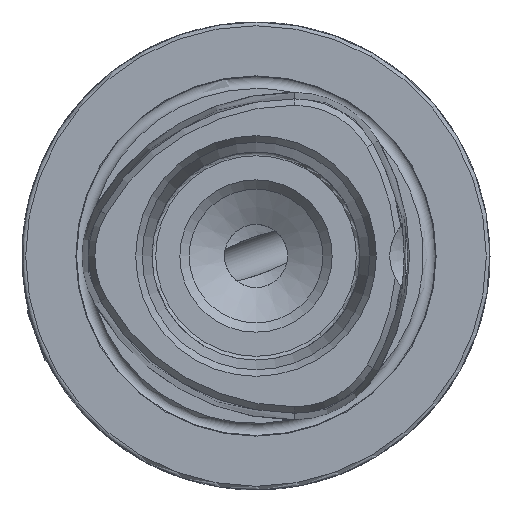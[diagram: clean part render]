
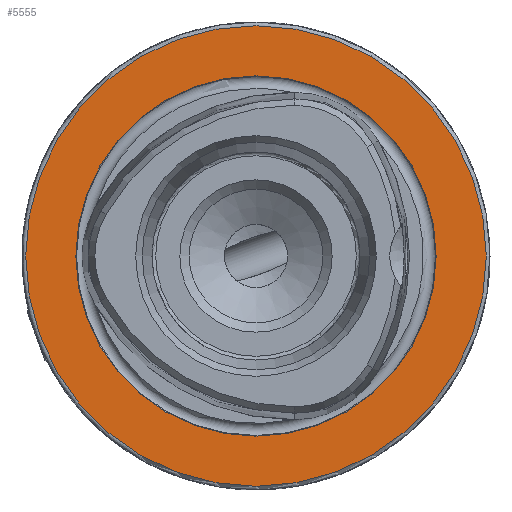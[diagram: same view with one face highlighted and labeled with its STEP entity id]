
A CAD part, left-side view. The second image highlights one B-rep face of the part: STEP entity #5555.
In plain terms, the highlighted planar face has unit normal (-1, 0, 0).
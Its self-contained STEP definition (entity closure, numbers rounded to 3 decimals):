
#849 = CIRCLE ( 'NONE', #4226, 24.25 ) ;
#1231 = DIRECTION ( 'NONE',  ( 0., 0., 1. ) ) ;
#1346 = CARTESIAN_POINT ( 'NONE',  ( 0., 0., 0. ) ) ;
#2430 = EDGE_LOOP ( 'NONE', ( #9736 ) ) ;
#2642 = VERTEX_POINT ( 'NONE', #10147 ) ;
#2875 = PLANE ( 'NONE',  #7745 ) ;
#2932 = CARTESIAN_POINT ( 'NONE',  ( 0., 0., 0. ) ) ;
#3536 = CARTESIAN_POINT ( 'NONE',  ( 0., 0., 24.25 ) ) ;
#3821 = EDGE_LOOP ( 'NONE', ( #10457 ) ) ;
#4226 = AXIS2_PLACEMENT_3D ( 'NONE', #1346, #7125, #1231 ) ;
#5332 = VERTEX_POINT ( 'NONE', #3536 ) ;
#5555 = ADVANCED_FACE ( 'NONE', ( #6031, #10340 ), #2875, .F. ) ;
#6031 = FACE_BOUND ( 'NONE', #2430, .T. ) ;
#6098 = DIRECTION ( 'NONE',  ( 0., 0., -1. ) ) ;
#6654 = CIRCLE ( 'NONE', #8159, 31. ) ;
#7125 = DIRECTION ( 'NONE',  ( -1., 0., 0. ) ) ;
#7216 = DIRECTION ( 'NONE',  ( 0., 0., 1. ) ) ;
#7693 = DIRECTION ( 'NONE',  ( 1., 0., 0. ) ) ;
#7745 = AXIS2_PLACEMENT_3D ( 'NONE', #9417, #7693, #6098 ) ;
#7909 = DIRECTION ( 'NONE',  ( -1., 0., 0. ) ) ;
#8159 = AXIS2_PLACEMENT_3D ( 'NONE', #2932, #7909, #7216 ) ;
#9003 = EDGE_CURVE ( 'NONE', #5332, #5332, #849, .T. ) ;
#9417 = CARTESIAN_POINT ( 'NONE',  ( 0., 24.25, 0. ) ) ;
#9736 = ORIENTED_EDGE ( 'NONE', *, *, #9003, .F. ) ;
#9942 = EDGE_CURVE ( 'NONE', #2642, #2642, #6654, .T. ) ;
#10147 = CARTESIAN_POINT ( 'NONE',  ( 0., 0., 31. ) ) ;
#10340 = FACE_OUTER_BOUND ( 'NONE', #3821, .T. ) ;
#10457 = ORIENTED_EDGE ( 'NONE', *, *, #9942, .T. ) ;
